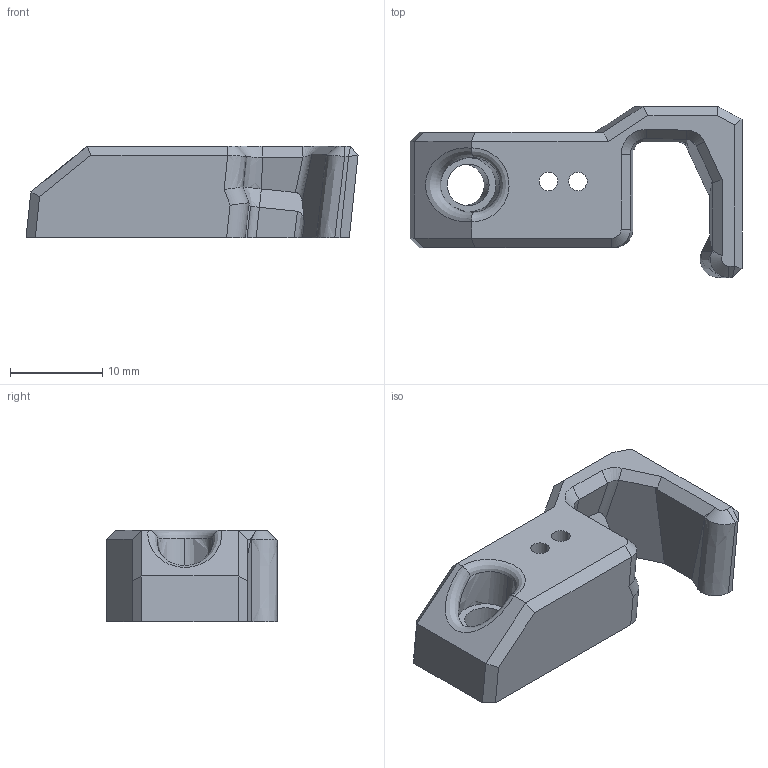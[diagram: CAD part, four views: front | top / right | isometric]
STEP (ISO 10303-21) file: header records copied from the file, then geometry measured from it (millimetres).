
FILE_DESCRIPTION (( 'STEP AP214' ), '1' );
FILE_NAME ('1.STEP', '2023-06-02T01:36:36', ( 'Windows User' ), ( 'P R C' ), 'SwSTEP 2.0', 'SolidWorks 2022', '' );
FILE_SCHEMA (( 'AUTOMOTIVE_DESIGN' ));
Length unit declared in the file: millimetre
Products named in the file (1): 1
Bounding box: 35.96 x 18.52 x 9.95 mm (x, y, z)
Volume: 3296.9 mm3; surface area: 2071.3 mm2
Topology: 1 solids, 1 shells, 71 faces, 186 edges, 116 vertices
Faces by surface type: plane 38, bspline 20, cylinder 10, torus 3
Entity records: 3301 total; most frequent: CARTESIAN_POINT 1720, ORIENTED_EDGE 372, DIRECTION 241, EDGE_CURVE 186, VERTEX_POINT 116, LINE 93, VECTOR 93, EDGE_LOOP 76
